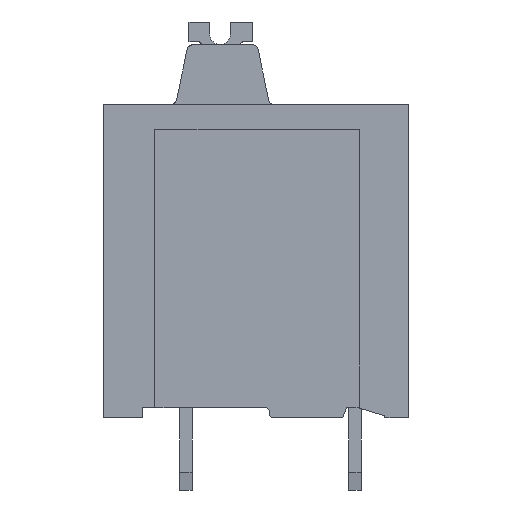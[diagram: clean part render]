
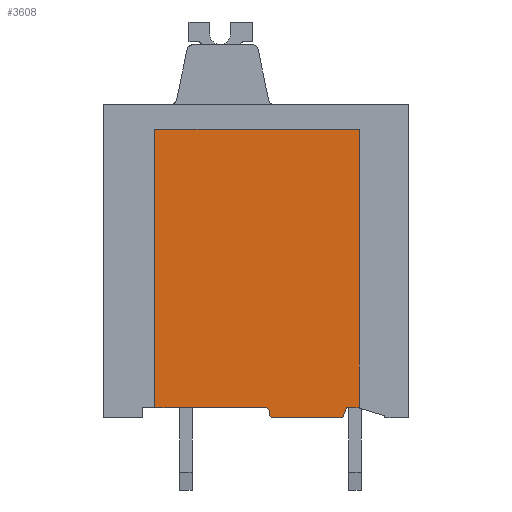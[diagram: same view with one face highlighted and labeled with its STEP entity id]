
A CAD part, left-side view. The second image highlights one B-rep face of the part: STEP entity #3608.
In plain terms, the highlighted planar face has unit normal (-1, 0, 0).
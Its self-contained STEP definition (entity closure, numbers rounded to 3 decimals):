
#774=AXIS2_PLACEMENT_3D('Circle Axis2P3D',#772,#773,$) ;
#817=AXIS2_PLACEMENT_3D('Circle Axis2P3D',#815,#816,$) ;
#3574=AXIS2_PLACEMENT_3D('Plane Axis2P3D',#3571,#3572,#3573) ;
#687=CARTESIAN_POINT('Vertex',(1.1,3.,4.)) ;
#694=CARTESIAN_POINT('Vertex',(1.1,2.5,4.)) ;
#697=CARTESIAN_POINT('Line Origine',(1.1,2.75,4.)) ;
#719=CARTESIAN_POINT('Vertex',(1.1,3.2,3.5)) ;
#722=CARTESIAN_POINT('Line Origine',(1.1,3.1,3.75)) ;
#744=CARTESIAN_POINT('Vertex',(1.1,6.55,3.5)) ;
#747=CARTESIAN_POINT('Line Origine',(1.1,4.875,3.5)) ;
#769=CARTESIAN_POINT('Vertex',(1.1,6.75,3.7)) ;
#772=CARTESIAN_POINT('Axis2P3D Location',(1.1,6.55,3.7)) ;
#794=CARTESIAN_POINT('Vertex',(1.1,6.75,3.8)) ;
#797=CARTESIAN_POINT('Line Origine',(1.1,6.75,3.75)) ;
#815=CARTESIAN_POINT('Axis2P3D Location',(1.1,6.95,3.8)) ;
#819=CARTESIAN_POINT('Vertex',(1.1,6.95,4.)) ;
#849=CARTESIAN_POINT('Line Origine',(1.1,9.625,4.)) ;
#853=CARTESIAN_POINT('Vertex',(1.1,12.3,4.)) ;
#3063=CARTESIAN_POINT('Vertex',(1.1,2.4,3.97)) ;
#3066=CARTESIAN_POINT('Line Origine',(1.1,2.45,3.985)) ;
#3571=CARTESIAN_POINT('Axis2P3D Location',(1.1,2.4,0.)) ;
#3576=CARTESIAN_POINT('Line Origine',(1.1,2.4,10.735)) ;
#3580=CARTESIAN_POINT('Vertex',(1.1,2.4,17.5)) ;
#3583=CARTESIAN_POINT('Line Origine',(1.1,7.35,17.5)) ;
#3587=CARTESIAN_POINT('Vertex',(1.1,12.3,17.5)) ;
#3590=CARTESIAN_POINT('Line Origine',(1.1,12.3,10.75)) ;
#698=DIRECTION('Vector Direction',(0.,1.,0.)) ;
#723=DIRECTION('Vector Direction',(0.,0.371,-0.928)) ;
#748=DIRECTION('Vector Direction',(0.,1.,0.)) ;
#773=DIRECTION('Axis2P3D Direction',(-1.,0.,0.)) ;
#798=DIRECTION('Vector Direction',(0.,0.,1.)) ;
#816=DIRECTION('Axis2P3D Direction',(-1.,0.,0.)) ;
#850=DIRECTION('Vector Direction',(0.,1.,0.)) ;
#3067=DIRECTION('Vector Direction',(0.,-0.959,-0.284)) ;
#3572=DIRECTION('Axis2P3D Direction',(1.,0.,0.)) ;
#3573=DIRECTION('Axis2P3D XDirection',(0.,1.,0.)) ;
#3577=DIRECTION('Vector Direction',(0.,0.,1.)) ;
#3584=DIRECTION('Vector Direction',(0.,1.,0.)) ;
#3591=DIRECTION('Vector Direction',(0.,0.,1.)) ;
#699=VECTOR('Line Direction',#698,1.) ;
#724=VECTOR('Line Direction',#723,1.) ;
#749=VECTOR('Line Direction',#748,1.) ;
#799=VECTOR('Line Direction',#798,1.) ;
#851=VECTOR('Line Direction',#850,1.) ;
#3068=VECTOR('Line Direction',#3067,1.) ;
#3578=VECTOR('Line Direction',#3577,1.) ;
#3585=VECTOR('Line Direction',#3584,1.) ;
#3592=VECTOR('Line Direction',#3591,1.) ;
#3596=ORIENTED_EDGE('',*,*,#855,.F.) ;
#3597=ORIENTED_EDGE('',*,*,#821,.T.) ;
#3598=ORIENTED_EDGE('',*,*,#801,.F.) ;
#3599=ORIENTED_EDGE('',*,*,#776,.F.) ;
#3600=ORIENTED_EDGE('',*,*,#751,.F.) ;
#3601=ORIENTED_EDGE('',*,*,#726,.F.) ;
#3602=ORIENTED_EDGE('',*,*,#701,.F.) ;
#3603=ORIENTED_EDGE('',*,*,#3070,.T.) ;
#3604=ORIENTED_EDGE('',*,*,#3582,.T.) ;
#3605=ORIENTED_EDGE('',*,*,#3589,.T.) ;
#3606=ORIENTED_EDGE('',*,*,#3594,.F.) ;
#3608=ADVANCED_FACE('_LMF 5.00/13/180  3.5SN OR BX 1330300000',(#3607),#3575,.F.) ;
#775=CIRCLE('generated circle',#774,0.2) ;
#818=CIRCLE('generated circle',#817,0.2) ;
#701=EDGE_CURVE('',#695,#688,#700,.T.) ;
#726=EDGE_CURVE('',#688,#720,#725,.T.) ;
#751=EDGE_CURVE('',#720,#745,#750,.T.) ;
#776=EDGE_CURVE('',#745,#770,#775,.F.) ;
#801=EDGE_CURVE('',#770,#795,#800,.T.) ;
#821=EDGE_CURVE('',#820,#795,#818,.F.) ;
#855=EDGE_CURVE('',#820,#854,#852,.T.) ;
#3070=EDGE_CURVE('',#695,#3064,#3069,.T.) ;
#3582=EDGE_CURVE('',#3064,#3581,#3579,.T.) ;
#3589=EDGE_CURVE('',#3581,#3588,#3586,.T.) ;
#3594=EDGE_CURVE('',#854,#3588,#3593,.T.) ;
#3595=EDGE_LOOP('',(#3596,#3597,#3598,#3599,#3600,#3601,#3602,#3603,#3604,#3605,#3606)) ;
#3607=FACE_OUTER_BOUND('',#3595,.T.) ;
#700=LINE('Line',#697,#699) ;
#725=LINE('Line',#722,#724) ;
#750=LINE('Line',#747,#749) ;
#800=LINE('Line',#797,#799) ;
#852=LINE('Line',#849,#851) ;
#3069=LINE('Line',#3066,#3068) ;
#3579=LINE('Line',#3576,#3578) ;
#3586=LINE('Line',#3583,#3585) ;
#3593=LINE('Line',#3590,#3592) ;
#3575=PLANE('',#3574) ;
#688=VERTEX_POINT('',#687) ;
#695=VERTEX_POINT('',#694) ;
#720=VERTEX_POINT('',#719) ;
#745=VERTEX_POINT('',#744) ;
#770=VERTEX_POINT('',#769) ;
#795=VERTEX_POINT('',#794) ;
#820=VERTEX_POINT('',#819) ;
#854=VERTEX_POINT('',#853) ;
#3064=VERTEX_POINT('',#3063) ;
#3581=VERTEX_POINT('',#3580) ;
#3588=VERTEX_POINT('',#3587) ;
